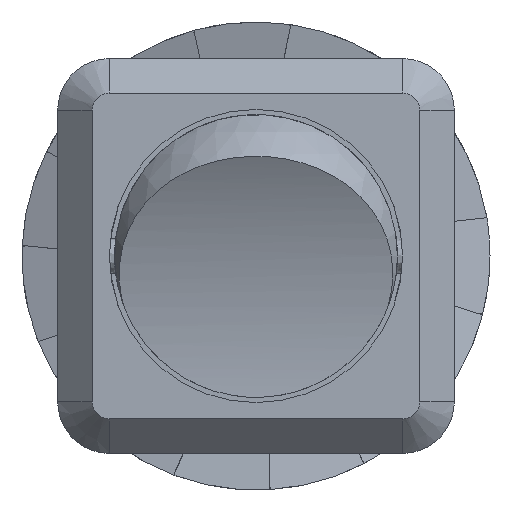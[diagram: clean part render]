
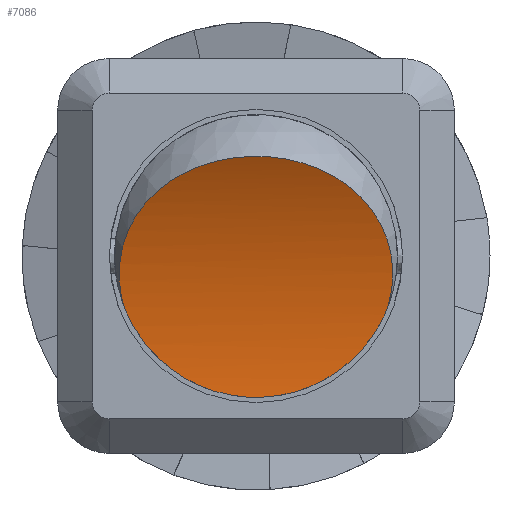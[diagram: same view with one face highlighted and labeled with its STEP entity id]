
A CAD part, front view. The second image highlights one B-rep face of the part: STEP entity #7086.
In plain terms, the highlighted cylindrical face has radius 26.2 mm (diameter 52.4 mm), a partial arc.
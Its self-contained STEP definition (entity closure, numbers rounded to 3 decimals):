
#447=B_SPLINE_CURVE_WITH_KNOTS('',3,(#17599,#17600,#17601,#17602,#17603,
#17604,#17605,#17606,#17607,#17608,#17609,#17610,#17611,#17612,#17613,#17614,
#17615,#17616,#17617,#17618,#17619,#17620,#17621,#17622,#17623,#17624),
 .UNSPECIFIED.,.F.,.F.,(4,2,2,2,2,2,2,2,2,2,2,2,4),(1.269,1.345,
1.525,1.726,1.927,2.329,2.731,
2.932,3.133,3.313,3.494,3.674,
3.681),.UNSPECIFIED.);
#448=B_SPLINE_CURVE_WITH_KNOTS('',3,(#17625,#17626,#17627,#17628,#17629,
#17630,#17631,#17632),.UNSPECIFIED.,.F.,.F.,(4,2,2,4),(5.635,
5.642,5.823,5.927),.UNSPECIFIED.);
#451=B_SPLINE_CURVE_WITH_KNOTS('',3,(#17649,#17650,#17651,#17652,#17653,
#17654,#17655,#17656,#17657,#17658,#17659,#17660,#17661,#17662,#17663,#17664,
#17665,#17666),.UNSPECIFIED.,.F.,.F.,(4,2,2,2,2,2,2,2,4),(1.603,
1.62,1.934,2.243,2.552,2.862,
3.171,3.485,3.501),.UNSPECIFIED.);
#1172=FACE_OUTER_BOUND('',#1579,.T.);
#1579=EDGE_LOOP('',(#5478,#5479,#5480));
#2978=VERTEX_POINT('',#17593);
#2980=VERTEX_POINT('',#17596);
#2981=VERTEX_POINT('',#17598);
#3881=EDGE_CURVE('',#2981,#2980,#447,.T.);
#3882=EDGE_CURVE('',#2978,#2981,#448,.T.);
#3887=EDGE_CURVE('',#2980,#2978,#451,.T.);
#5478=ORIENTED_EDGE('',*,*,#3887,.T.);
#5479=ORIENTED_EDGE('',*,*,#3882,.T.);
#5480=ORIENTED_EDGE('',*,*,#3881,.T.);
#6867=CYLINDRICAL_SURFACE('',#7554,26.2);
#7086=ADVANCED_FACE('',(#1172),#6867,.F.);
#7554=AXIS2_PLACEMENT_3D('',#17648,#8320,#8321);
#8320=DIRECTION('center_axis',(-1.,0.,0.));
#8321=DIRECTION('ref_axis',(0.,0.,-1.));
#17593=CARTESIAN_POINT('',(7.653,0.,-2.943));
#17596=CARTESIAN_POINT('',(-7.653,0.,-2.943));
#17598=CARTESIAN_POINT('',(7.851,-0.69,0.));
#17599=CARTESIAN_POINT('Ctrl Pts',(7.851,-0.69,
0.));
#17600=CARTESIAN_POINT('Ctrl Pts',(7.809,-0.766,0.257));
#17601=CARTESIAN_POINT('Ctrl Pts',(7.749,-0.846,
0.514));
#17602=CARTESIAN_POINT('Ctrl Pts',(7.497,-1.125,1.358));
#17603=CARTESIAN_POINT('Ctrl Pts',(7.227,-1.335,1.92));
#17604=CARTESIAN_POINT('Ctrl Pts',(6.568,-1.743,2.928));
#17605=CARTESIAN_POINT('Ctrl Pts',(6.137,-1.961,3.414));
#17606=CARTESIAN_POINT('Ctrl Pts',(5.139,-2.365,4.262));
#17607=CARTESIAN_POINT('Ctrl Pts',(4.572,-2.551,4.623));
#17608=CARTESIAN_POINT('Ctrl Pts',(2.742,-3.016,5.492));
#17609=CARTESIAN_POINT('Ctrl Pts',(1.34,-3.19,5.778));
#17610=CARTESIAN_POINT('Ctrl Pts',(-1.34,-3.19,
5.778));
#17611=CARTESIAN_POINT('Ctrl Pts',(-2.742,-3.016,
5.492));
#17612=CARTESIAN_POINT('Ctrl Pts',(-4.572,-2.551,
4.623));
#17613=CARTESIAN_POINT('Ctrl Pts',(-5.139,-2.365,
4.262));
#17614=CARTESIAN_POINT('Ctrl Pts',(-6.137,-1.961,
3.414));
#17615=CARTESIAN_POINT('Ctrl Pts',(-6.568,-1.743,
2.928));
#17616=CARTESIAN_POINT('Ctrl Pts',(-7.227,-1.335,
1.92));
#17617=CARTESIAN_POINT('Ctrl Pts',(-7.497,-1.125,1.358));
#17618=CARTESIAN_POINT('Ctrl Pts',(-7.852,-0.733,
0.171));
#17619=CARTESIAN_POINT('Ctrl Pts',(-7.936,-0.553,
-0.454));
#17620=CARTESIAN_POINT('Ctrl Pts',(-7.936,-0.259,
-1.62));
#17621=CARTESIAN_POINT('Ctrl Pts',(-7.852,-0.121,
-2.257));
#17622=CARTESIAN_POINT('Ctrl Pts',(-7.667,-0.008,
-2.896));
#17623=CARTESIAN_POINT('Ctrl Pts',(-7.66,-0.004,
-2.92));
#17624=CARTESIAN_POINT('Ctrl Pts',(-7.653,0.,
-2.943));
#17625=CARTESIAN_POINT('Ctrl Pts',(7.653,0.,
-2.943));
#17626=CARTESIAN_POINT('Ctrl Pts',(7.66,-0.004,
-2.92));
#17627=CARTESIAN_POINT('Ctrl Pts',(7.667,-0.008,
-2.896));
#17628=CARTESIAN_POINT('Ctrl Pts',(7.852,-0.121,
-2.257));
#17629=CARTESIAN_POINT('Ctrl Pts',(7.936,-0.259,
-1.62));
#17630=CARTESIAN_POINT('Ctrl Pts',(7.936,-0.49,
-0.701));
#17631=CARTESIAN_POINT('Ctrl Pts',(7.909,-0.586,
-0.35));
#17632=CARTESIAN_POINT('Ctrl Pts',(7.851,-0.69,
0.));
#17648=CARTESIAN_POINT('Origin',(11.5,-25.811,-7.44));
#17649=CARTESIAN_POINT('Ctrl Pts',(-7.653,0.,
-2.943));
#17650=CARTESIAN_POINT('Ctrl Pts',(-7.633,0.009,
-2.998));
#17651=CARTESIAN_POINT('Ctrl Pts',(-7.611,0.019,
-3.052));
#17652=CARTESIAN_POINT('Ctrl Pts',(-7.174,0.198,
-4.119));
#17653=CARTESIAN_POINT('Ctrl Pts',(-6.541,0.29,
-5.054));
#17654=CARTESIAN_POINT('Ctrl Pts',(-5.075,0.383,
-6.522));
#17655=CARTESIAN_POINT('Ctrl Pts',(-4.153,0.391,
-7.155));
#17656=CARTESIAN_POINT('Ctrl Pts',(-2.131,0.386,
-7.993));
#17657=CARTESIAN_POINT('Ctrl Pts',(-1.031,0.378,
-8.2));
#17658=CARTESIAN_POINT('Ctrl Pts',(1.031,0.378,-8.2));
#17659=CARTESIAN_POINT('Ctrl Pts',(2.131,0.386,-7.993));
#17660=CARTESIAN_POINT('Ctrl Pts',(4.153,0.391,-7.155));
#17661=CARTESIAN_POINT('Ctrl Pts',(5.075,0.383,-6.522));
#17662=CARTESIAN_POINT('Ctrl Pts',(6.541,0.29,-5.054));
#17663=CARTESIAN_POINT('Ctrl Pts',(7.174,0.198,-4.119));
#17664=CARTESIAN_POINT('Ctrl Pts',(7.611,0.019,
-3.052));
#17665=CARTESIAN_POINT('Ctrl Pts',(7.633,0.009,
-2.998));
#17666=CARTESIAN_POINT('Ctrl Pts',(7.653,0.,
-2.943));
